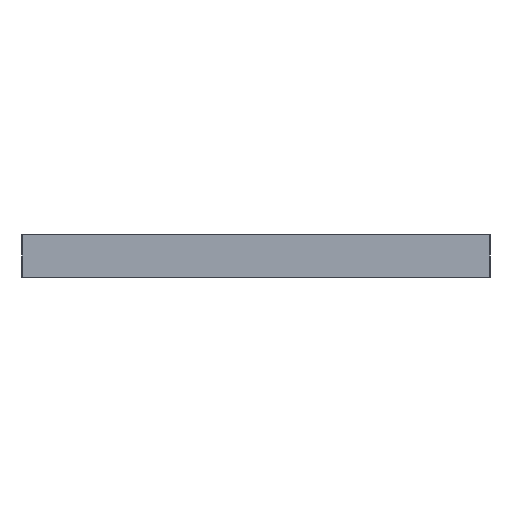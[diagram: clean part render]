
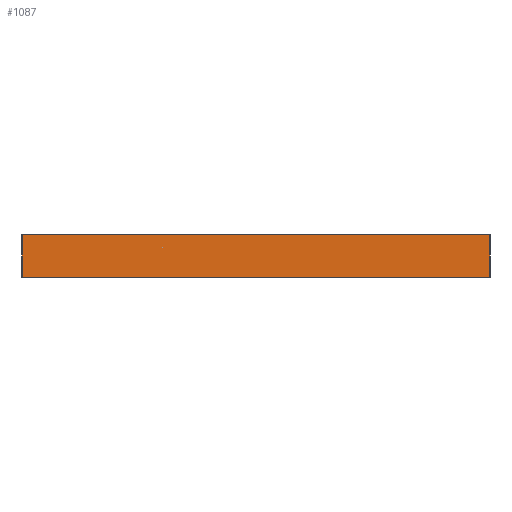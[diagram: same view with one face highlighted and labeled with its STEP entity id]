
A CAD part, front view. The second image highlights one B-rep face of the part: STEP entity #1087.
In plain terms, the highlighted planar face has unit normal (0, -1, 0).
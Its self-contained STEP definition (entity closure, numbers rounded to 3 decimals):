
#126 = ORIENTED_EDGE ( 'NONE', *, *, #367, .T. ) ;
#148 = AXIS2_PLACEMENT_3D ( 'NONE', #3274, #8289, #4681 ) ;
#367 = EDGE_CURVE ( 'NONE', #785, #8977, #689, .T. ) ;
#438 = LINE ( 'NONE', #7629, #5947 ) ;
#689 = LINE ( 'NONE', #6635, #7686 ) ;
#785 = VERTEX_POINT ( 'NONE', #1126 ) ;
#1087 = ADVANCED_FACE ( 'NONE', ( #3945 ), #6096, .F. ) ;
#1126 = CARTESIAN_POINT ( 'NONE',  ( -16.5, 0., 0. ) ) ;
#1362 = VERTEX_POINT ( 'NONE', #5643 ) ;
#3274 = CARTESIAN_POINT ( 'NONE',  ( 0., 0., 3. ) ) ;
#3360 = CARTESIAN_POINT ( 'NONE',  ( -16.5, 0., 3. ) ) ;
#3586 = EDGE_CURVE ( 'NONE', #7234, #8977, #7609, .T. ) ;
#3713 = ORIENTED_EDGE ( 'NONE', *, *, #9102, .T. ) ;
#3750 = DIRECTION ( 'NONE',  ( 0., 0., -1. ) ) ;
#3774 = EDGE_LOOP ( 'NONE', ( #126, #4305, #8931, #3713 ) ) ;
#3945 = FACE_OUTER_BOUND ( 'NONE', #3774, .T. ) ;
#4305 = ORIENTED_EDGE ( 'NONE', *, *, #3586, .F. ) ;
#4681 = DIRECTION ( 'NONE',  ( -1., 0., 0. ) ) ;
#4724 = VECTOR ( 'NONE', #7728, 1000. ) ;
#5643 = CARTESIAN_POINT ( 'NONE',  ( -16.5, 0., 3. ) ) ;
#5947 = VECTOR ( 'NONE', #6210, 1000. ) ;
#6096 = PLANE ( 'NONE',  #148 ) ;
#6210 = DIRECTION ( 'NONE',  ( 1., 0., 0. ) ) ;
#6635 = CARTESIAN_POINT ( 'NONE',  ( 0., 0., 0. ) ) ;
#7234 = VERTEX_POINT ( 'NONE', #7833 ) ;
#7485 = VECTOR ( 'NONE', #3750, 1000. ) ;
#7565 = CARTESIAN_POINT ( 'NONE',  ( 16.5, 0., 0. ) ) ;
#7609 = LINE ( 'NONE', #8797, #7485 ) ;
#7629 = CARTESIAN_POINT ( 'NONE',  ( 0., 0., 3. ) ) ;
#7672 = EDGE_CURVE ( 'NONE', #1362, #7234, #438, .T. ) ;
#7686 = VECTOR ( 'NONE', #8063, 1000. ) ;
#7728 = DIRECTION ( 'NONE',  ( 0., 0., -1. ) ) ;
#7833 = CARTESIAN_POINT ( 'NONE',  ( 16.5, 0., 3. ) ) ;
#8063 = DIRECTION ( 'NONE',  ( 1., 0., 0. ) ) ;
#8289 = DIRECTION ( 'NONE',  ( 0., 1., 0. ) ) ;
#8761 = LINE ( 'NONE', #3360, #4724 ) ;
#8797 = CARTESIAN_POINT ( 'NONE',  ( 16.5, 0., 3. ) ) ;
#8931 = ORIENTED_EDGE ( 'NONE', *, *, #7672, .F. ) ;
#8977 = VERTEX_POINT ( 'NONE', #7565 ) ;
#9102 = EDGE_CURVE ( 'NONE', #1362, #785, #8761, .T. ) ;
